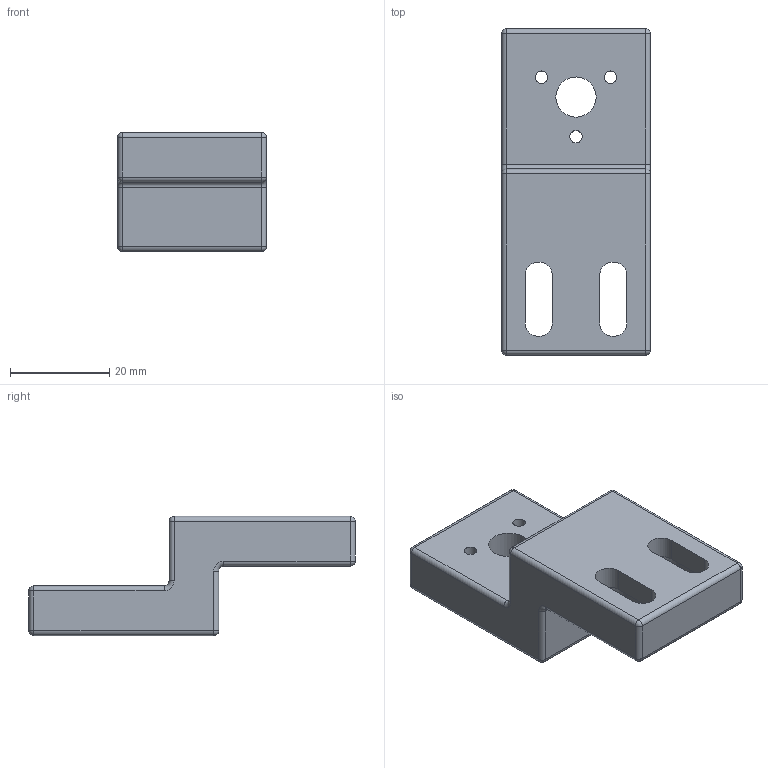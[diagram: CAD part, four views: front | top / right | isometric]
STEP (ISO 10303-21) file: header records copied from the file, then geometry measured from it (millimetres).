
FILE_DESCRIPTION (( 'STEP AP203' ), '1' );
FILE_NAME ('KT210191A.step', '2021-03-02T08:48:04', ( '' ), ( '' ), 'SwSTEP 2.0', 'SolidWorks 2020', '' );
FILE_SCHEMA (( 'CONFIG_CONTROL_DESIGN' ));
Length unit declared in the file: millimetre
Products named in the file (1): KT210191A
Bounding box: 30 x 65.75 x 24 mm (x, y, z)
Volume: 20574.4 mm3; surface area: 7641.4 mm2
Topology: 1 solids, 1 shells, 73 faces, 175 edges, 94 vertices
Faces by surface type: cylinder 36, plane 20, sphere 12, torus 4, cone 1
Full cylindrical faces by diameter (mm): 2.5 x3, 8.1 x1
Entity records: 2069 total; most frequent: DIRECTION 382, CARTESIAN_POINT 324, ORIENTED_EDGE 314, EDGE_CURVE 157, AXIS2_PLACEMENT_3D 151, VERTEX_POINT 93, EDGE_LOOP 92, VECTOR 80
